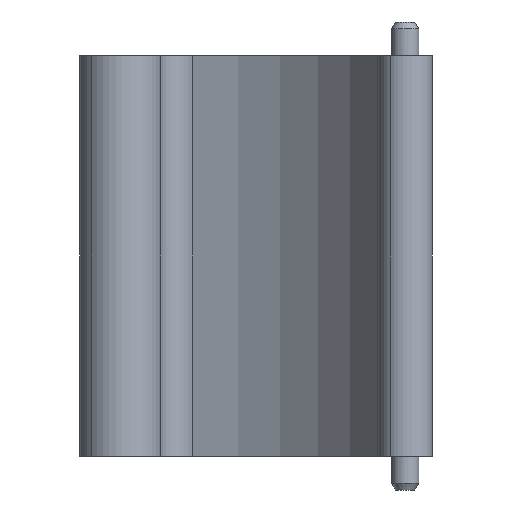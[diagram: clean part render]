
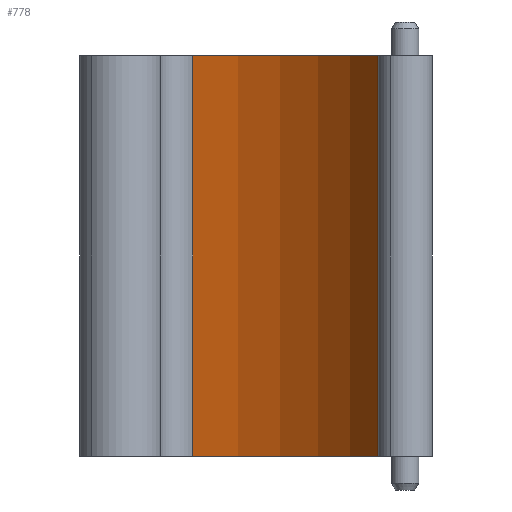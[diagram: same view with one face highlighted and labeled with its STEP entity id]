
A CAD part, front view. The second image highlights one B-rep face of the part: STEP entity #778.
In plain terms, the highlighted cylindrical face has radius 20.5 mm (diameter 41 mm), a partial arc.
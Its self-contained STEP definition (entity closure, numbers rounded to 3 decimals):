
#2 = CARTESIAN_POINT ( 'NONE',  ( 55.478, 31.036, -15.5 ) ) ;
#6 = CARTESIAN_POINT ( 'NONE',  ( 71.64, 11., -15.5 ) ) ;
#12 = ORIENTED_EDGE ( 'NONE', *, *, #420, .T. ) ;
#18 = CARTESIAN_POINT ( 'NONE',  ( 55.478, 31.036, 14. ) ) ;
#36 = ORIENTED_EDGE ( 'NONE', *, *, #876, .T. ) ;
#41 = CARTESIAN_POINT ( 'NONE',  ( 70.221, 18.494, -8.891 ) ) ;
#56 = CARTESIAN_POINT ( 'NONE',  ( 70.54, 17.623, -7.995 ) ) ;
#70 = CARTESIAN_POINT ( 'NONE',  ( 70.52, 17.683, -9.064 ) ) ;
#82 = VERTEX_POINT ( 'NONE', #585 ) ;
#97 = CARTESIAN_POINT ( 'NONE',  ( 70.169, 18.625, -8.585 ) ) ;
#98 = DIRECTION ( 'NONE',  ( 0., 0., 1. ) ) ;
#111 = AXIS2_PLACEMENT_3D ( 'NONE', #760, #483, #212 ) ;
#132 = CARTESIAN_POINT ( 'NONE',  ( 70.408, 18., -9.125 ) ) ;
#140 = CARTESIAN_POINT ( 'NONE',  ( 70.618, 17.392, -8.667 ) ) ;
#154 = VERTEX_POINT ( 'NONE', #807 ) ;
#161 = CARTESIAN_POINT ( 'NONE',  ( 70.176, 18.608, -8.668 ) ) ;
#176 = CARTESIAN_POINT ( 'NONE',  ( 70.408, 18., -9.125 ) ) ;
#191 = CARTESIAN_POINT ( 'NONE',  ( 71.64, 11., 14. ) ) ;
#202 = CARTESIAN_POINT ( 'NONE',  ( 70.437, 17.92, -7.875 ) ) ;
#212 = DIRECTION ( 'NONE',  ( -1., 0., 0. ) ) ;
#247 = CARTESIAN_POINT ( 'NONE',  ( 70.202, 18.541, -8.176 ) ) ;
#256 = CARTESIAN_POINT ( 'NONE',  ( 70.623, 17.375, -8.585 ) ) ;
#280 = ORIENTED_EDGE ( 'NONE', *, *, #393, .T. ) ;
#299 = ORIENTED_EDGE ( 'NONE', *, *, #539, .T. ) ;
#300 = CARTESIAN_POINT ( 'NONE',  ( 70.408, 18., -7.875 ) ) ;
#312 = FACE_OUTER_BOUND ( 'NONE', #782, .T. ) ;
#352 = VERTEX_POINT ( 'NONE', #6 ) ;
#359 = ORIENTED_EDGE ( 'NONE', *, *, #749, .T. ) ;
#361 = DIRECTION ( 'NONE',  ( -1., 0., 0. ) ) ;
#363 = ORIENTED_EDGE ( 'NONE', *, *, #526, .F. ) ;
#368 = CARTESIAN_POINT ( 'NONE',  ( 70.176, 18.608, -8.333 ) ) ;
#393 = EDGE_CURVE ( 'NONE', #154, #82, #675, .T. ) ;
#404 = VERTEX_POINT ( 'NONE', #191 ) ;
#410 = CARTESIAN_POINT ( 'NONE',  ( 70.6, 17.445, -8.167 ) ) ;
#420 = EDGE_CURVE ( 'NONE', #536, #352, #584, .T. ) ;
#428 = VERTEX_POINT ( 'NONE', #18 ) ;
#430 = CARTESIAN_POINT ( 'NONE',  ( 71.64, 11., -15.5 ) ) ;
#433 = CARTESIAN_POINT ( 'NONE',  ( 70.349, 18.161, -9.125 ) ) ;
#437 = AXIS2_PLACEMENT_3D ( 'NONE', #484, #693, #361 ) ;
#456 = FACE_BOUND ( 'NONE', #672, .T. ) ;
#468 = CARTESIAN_POINT ( 'NONE',  ( 70.408, 18., -7.875 ) ) ;
#471 = LINE ( 'NONE', #2, #694 ) ;
#472 = CARTESIAN_POINT ( 'NONE',  ( 70.464, 17.842, -7.89 ) ) ;
#483 = DIRECTION ( 'NONE',  ( 0., 0., -1. ) ) ;
#484 = CARTESIAN_POINT ( 'NONE',  ( 51.14, 11., 14. ) ) ;
#496 = CARTESIAN_POINT ( 'NONE',  ( 55.478, 31.036, -15.5 ) ) ;
#517 = CARTESIAN_POINT ( 'NONE',  ( 51.14, 11., -15.5 ) ) ;
#521 = CARTESIAN_POINT ( 'NONE',  ( 70.22, 18.495, -8.11 ) ) ;
#526 = EDGE_CURVE ( 'NONE', #428, #404, #666, .T. ) ;
#536 = VERTEX_POINT ( 'NONE', #496 ) ;
#539 = EDGE_CURVE ( 'NONE', #352, #404, #631, .T. ) ;
#549 = VECTOR ( 'NONE', #98, 1000. ) ;
#584 = CIRCLE ( 'NONE', #111, 20.5 ) ;
#585 = CARTESIAN_POINT ( 'NONE',  ( 70.408, 18., -9.125 ) ) ;
#591 = CARTESIAN_POINT ( 'NONE',  ( 70.202, 18.542, -8.822 ) ) ;
#615 = DIRECTION ( 'NONE',  ( 0., 0., -1. ) ) ;
#616 = CARTESIAN_POINT ( 'NONE',  ( 70.466, 17.839, -9.125 ) ) ;
#631 = LINE ( 'NONE', #430, #549 ) ;
#641 = CARTESIAN_POINT ( 'NONE',  ( 70.29, 18.316, -7.936 ) ) ;
#654 = B_SPLINE_CURVE_WITH_KNOTS ( 'NONE', 3,
 ( #176, #433, #872, #41, #591, #161, #97, #868, #368, #247, #521, #641, #859, #300 ),
 .UNSPECIFIED., .F., .F.,
 ( 4, 2, 2, 2, 2, 2, 4 ),
 ( 0.499, 0.624, 0.687, 0.749, 0.812, 0.875, 1. ),
 .UNSPECIFIED. ) ;
#666 = CIRCLE ( 'NONE', #437, 20.5 ) ;
#672 = EDGE_LOOP ( 'NONE', ( #359, #280 ) ) ;
#675 = B_SPLINE_CURVE_WITH_KNOTS ( 'NONE', 3,
 ( #468, #202, #472, #752, #56, #410, #757, #256, #140, #683, #748, #70, #616, #132 ),
 .UNSPECIFIED., .F., .F.,
 ( 4, 2, 2, 2, 2, 2, 4 ),
 ( 0., 0.062, 0.125, 0.249, 0.312, 0.374, 0.499 ),
 .UNSPECIFIED. ) ;
#683 = CARTESIAN_POINT ( 'NONE',  ( 70.596, 17.458, -8.823 ) ) ;
#693 = DIRECTION ( 'NONE',  ( 0., 0., -1. ) ) ;
#694 = VECTOR ( 'NONE', #615, 1000. ) ;
#747 = DIRECTION ( 'NONE',  ( 1., 0., 0. ) ) ;
#748 = CARTESIAN_POINT ( 'NONE',  ( 70.581, 17.504, -8.89 ) ) ;
#749 = EDGE_CURVE ( 'NONE', #82, #154, #654, .T. ) ;
#752 = CARTESIAN_POINT ( 'NONE',  ( 70.517, 17.692, -7.95 ) ) ;
#757 = CARTESIAN_POINT ( 'NONE',  ( 70.623, 17.375, -8.33 ) ) ;
#760 = CARTESIAN_POINT ( 'NONE',  ( 51.14, 11., -15.5 ) ) ;
#778 = ADVANCED_FACE ( 'NONE', ( #456, #312 ), #864, .F. ) ;
#782 = EDGE_LOOP ( 'NONE', ( #363, #36, #12, #299 ) ) ;
#807 = CARTESIAN_POINT ( 'NONE',  ( 70.408, 18., -7.875 ) ) ;
#844 = AXIS2_PLACEMENT_3D ( 'NONE', #517, #878, #747 ) ;
#859 = CARTESIAN_POINT ( 'NONE',  ( 70.349, 18.161, -7.875 ) ) ;
#864 = CYLINDRICAL_SURFACE ( 'NONE', #844, 20.5 ) ;
#868 = CARTESIAN_POINT ( 'NONE',  ( 70.169, 18.625, -8.415 ) ) ;
#872 = CARTESIAN_POINT ( 'NONE',  ( 70.289, 18.318, -9.062 ) ) ;
#876 = EDGE_CURVE ( 'NONE', #428, #536, #471, .T. ) ;
#878 = DIRECTION ( 'NONE',  ( 0., 0., 1. ) ) ;
